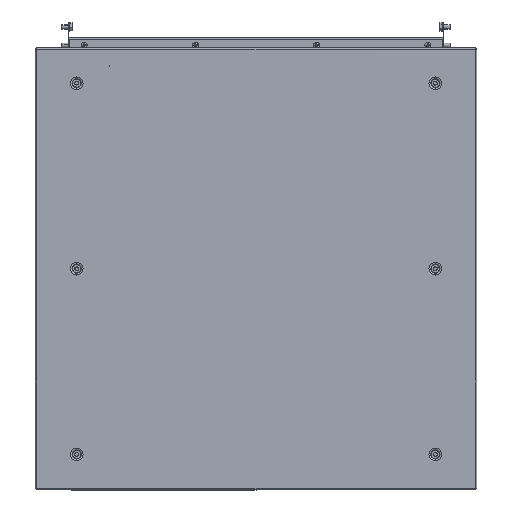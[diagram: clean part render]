
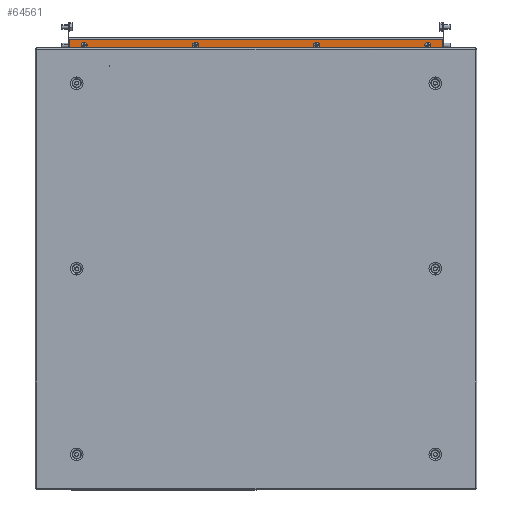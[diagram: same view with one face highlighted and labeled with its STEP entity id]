
A CAD part, top view. The second image highlights one B-rep face of the part: STEP entity #64561.
In plain terms, the highlighted planar face has unit normal (0, 0, 1).
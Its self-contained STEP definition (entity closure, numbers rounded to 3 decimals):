
#265 = CARTESIAN_POINT ( 'NONE',  ( -81.5, 301., -17.3 ) ) ;
#784 = EDGE_CURVE ( 'NONE', #51364, #104653, #44222, .T. ) ;
#3489 = CARTESIAN_POINT ( 'NONE',  ( 231.5, 301., -17.3 ) ) ;
#3594 = AXIS2_PLACEMENT_3D ( 'NONE', #87067, #19845, #61517 ) ;
#3971 = EDGE_CURVE ( 'NONE', #64139, #7104, #19524, .T. ) ;
#4028 = ORIENTED_EDGE ( 'NONE', *, *, #67557, .F. ) ;
#4570 = LINE ( 'NONE', #95792, #14997 ) ;
#5003 = DIRECTION ( 'NONE',  ( 1., 0., 0. ) ) ;
#7104 = VERTEX_POINT ( 'NONE', #80093 ) ;
#10151 = ORIENTED_EDGE ( 'NONE', *, *, #44080, .T. ) ;
#10463 = CARTESIAN_POINT ( 'NONE',  ( 252.5, 292.8, -17.3 ) ) ;
#12734 = VERTEX_POINT ( 'NONE', #59656 ) ;
#13038 = DIRECTION ( 'NONE',  ( 0., 0., 1. ) ) ;
#13926 = EDGE_CURVE ( 'NONE', #74309, #45568, #50536, .T. ) ;
#14997 = VECTOR ( 'NONE', #28697, 1000. ) ;
#15121 = VERTEX_POINT ( 'NONE', #70653 ) ;
#17363 = DIRECTION ( 'NONE',  ( 0., 0., 1. ) ) ;
#18105 = VECTOR ( 'NONE', #95634, 1000. ) ;
#19524 = CIRCLE ( 'NONE', #40215, 2.1 ) ;
#19845 = DIRECTION ( 'NONE',  ( 0., 0., 1. ) ) ;
#20025 = EDGE_LOOP ( 'NONE', ( #61939, #48919 ) ) ;
#20789 = LINE ( 'NONE', #36979, #18105 ) ;
#24248 = VERTEX_POINT ( 'NONE', #106898 ) ;
#24791 = DIRECTION ( 'NONE',  ( 0., 1., 0. ) ) ;
#25506 = DIRECTION ( 'NONE',  ( 1., 0., 0. ) ) ;
#28697 = DIRECTION ( 'NONE',  ( 0., -1., 0. ) ) ;
#30400 = VERTEX_POINT ( 'NONE', #67168 ) ;
#30651 = AXIS2_PLACEMENT_3D ( 'NONE', #30895, #72062, #105606 ) ;
#30895 = CARTESIAN_POINT ( 'NONE',  ( 0., 301., -17.3 ) ) ;
#31888 = EDGE_LOOP ( 'NONE', ( #48379, #54832 ) ) ;
#32776 = LINE ( 'NONE', #74097, #69182 ) ;
#34044 = EDGE_LOOP ( 'NONE', ( #49207, #58461, #39912, #10151 ) ) ;
#36979 = CARTESIAN_POINT ( 'NONE',  ( -252.5, 309.2, -17.3 ) ) ;
#37460 = DIRECTION ( 'NONE',  ( 1., 0., 0. ) ) ;
#38019 = CIRCLE ( 'NONE', #3594, 2.1 ) ;
#38984 = CARTESIAN_POINT ( 'NONE',  ( 81.5, 301., -17.3 ) ) ;
#39912 = ORIENTED_EDGE ( 'NONE', *, *, #86489, .F. ) ;
#40215 = AXIS2_PLACEMENT_3D ( 'NONE', #64672, #98225, #107659 ) ;
#41151 = EDGE_CURVE ( 'NONE', #7104, #64139, #92479, .T. ) ;
#41219 = CARTESIAN_POINT ( 'NONE',  ( 83.6, 301., -17.3 ) ) ;
#43951 = CARTESIAN_POINT ( 'NONE',  ( 229.4, 301., -17.3 ) ) ;
#44080 = EDGE_CURVE ( 'NONE', #90128, #15121, #32776, .T. ) ;
#44222 = CIRCLE ( 'NONE', #99861, 2.1 ) ;
#44790 = CARTESIAN_POINT ( 'NONE',  ( -229.4, 301., -17.3 ) ) ;
#45193 = AXIS2_PLACEMENT_3D ( 'NONE', #265, #17363, #25506 ) ;
#45493 = CARTESIAN_POINT ( 'NONE',  ( -231.5, 301., -17.3 ) ) ;
#45568 = VERTEX_POINT ( 'NONE', #46294 ) ;
#45790 = FACE_BOUND ( 'NONE', #20025, .T. ) ;
#46294 = CARTESIAN_POINT ( 'NONE',  ( 233.6, 301., -17.3 ) ) ;
#47705 = EDGE_LOOP ( 'NONE', ( #96928, #4028 ) ) ;
#48379 = ORIENTED_EDGE ( 'NONE', *, *, #99403, .F. ) ;
#48919 = ORIENTED_EDGE ( 'NONE', *, *, #13926, .F. ) ;
#49207 = ORIENTED_EDGE ( 'NONE', *, *, #93331, .F. ) ;
#50536 = CIRCLE ( 'NONE', #57238, 2.1 ) ;
#50953 = FACE_OUTER_BOUND ( 'NONE', #34044, .T. ) ;
#51364 = VERTEX_POINT ( 'NONE', #85983 ) ;
#53944 = DIRECTION ( 'NONE',  ( 1., 0., 0. ) ) ;
#54162 = AXIS2_PLACEMENT_3D ( 'NONE', #38984, #106689, #65098 ) ;
#54832 = ORIENTED_EDGE ( 'NONE', *, *, #784, .F. ) ;
#54938 = PLANE ( 'NONE',  #30651 ) ;
#57238 = AXIS2_PLACEMENT_3D ( 'NONE', #3489, #95150, #53944 ) ;
#58132 = LINE ( 'NONE', #10463, #68586 ) ;
#58461 = ORIENTED_EDGE ( 'NONE', *, *, #62893, .T. ) ;
#59656 = CARTESIAN_POINT ( 'NONE',  ( -83.6, 301., -17.3 ) ) ;
#60646 = CIRCLE ( 'NONE', #45193, 2.1 ) ;
#61279 = EDGE_CURVE ( 'NONE', #45568, #74309, #65828, .T. ) ;
#61517 = DIRECTION ( 'NONE',  ( 1., 0., 0. ) ) ;
#61939 = ORIENTED_EDGE ( 'NONE', *, *, #61279, .F. ) ;
#62893 = EDGE_CURVE ( 'NONE', #103163, #30400, #4570, .T. ) ;
#64022 = FACE_BOUND ( 'NONE', #47705, .T. ) ;
#64139 = VERTEX_POINT ( 'NONE', #41219 ) ;
#64561 = ADVANCED_FACE ( 'NONE', ( #45790, #64022, #73125, #69199, #50953 ), #54938, .F. ) ;
#64672 = CARTESIAN_POINT ( 'NONE',  ( 81.5, 301., -17.3 ) ) ;
#65098 = DIRECTION ( 'NONE',  ( 1., 0., 0. ) ) ;
#65828 = CIRCLE ( 'NONE', #89557, 2.1 ) ;
#67168 = CARTESIAN_POINT ( 'NONE',  ( -251.5, 292.8, -17.3 ) ) ;
#67557 = EDGE_CURVE ( 'NONE', #12734, #24248, #38019, .T. ) ;
#68041 = CARTESIAN_POINT ( 'NONE',  ( 231.5, 301., -17.3 ) ) ;
#68586 = VECTOR ( 'NONE', #76587, 1000. ) ;
#69182 = VECTOR ( 'NONE', #24791, 1000. ) ;
#69199 = FACE_BOUND ( 'NONE', #86659, .T. ) ;
#70653 = CARTESIAN_POINT ( 'NONE',  ( 251.5, 309.2, -17.3 ) ) ;
#72062 = DIRECTION ( 'NONE',  ( 0., 0., -1. ) ) ;
#73125 = FACE_BOUND ( 'NONE', #31888, .T. ) ;
#74097 = CARTESIAN_POINT ( 'NONE',  ( 251.5, 301., -17.3 ) ) ;
#74309 = VERTEX_POINT ( 'NONE', #43951 ) ;
#74572 = CIRCLE ( 'NONE', #87848, 2.1 ) ;
#75723 = DIRECTION ( 'NONE',  ( 1., 0., 0. ) ) ;
#76587 = DIRECTION ( 'NONE',  ( -1., 0., 0. ) ) ;
#79947 = CARTESIAN_POINT ( 'NONE',  ( 251.5, 292.8, -17.3 ) ) ;
#80093 = CARTESIAN_POINT ( 'NONE',  ( 79.4, 301., -17.3 ) ) ;
#83847 = DIRECTION ( 'NONE',  ( 0., 0., 1. ) ) ;
#84615 = CARTESIAN_POINT ( 'NONE',  ( -251.5, 309.2, -17.3 ) ) ;
#84950 = EDGE_CURVE ( 'NONE', #24248, #12734, #60646, .T. ) ;
#85983 = CARTESIAN_POINT ( 'NONE',  ( -233.6, 301., -17.3 ) ) ;
#86489 = EDGE_CURVE ( 'NONE', #90128, #30400, #58132, .T. ) ;
#86659 = EDGE_LOOP ( 'NONE', ( #107236, #103056 ) ) ;
#87067 = CARTESIAN_POINT ( 'NONE',  ( -81.5, 301., -17.3 ) ) ;
#87848 = AXIS2_PLACEMENT_3D ( 'NONE', #45493, #95031, #37460 ) ;
#89557 = AXIS2_PLACEMENT_3D ( 'NONE', #68041, #83847, #75723 ) ;
#90128 = VERTEX_POINT ( 'NONE', #79947 ) ;
#92479 = CIRCLE ( 'NONE', #54162, 2.1 ) ;
#93331 = EDGE_CURVE ( 'NONE', #103163, #15121, #20789, .T. ) ;
#95031 = DIRECTION ( 'NONE',  ( 0., 0., 1. ) ) ;
#95150 = DIRECTION ( 'NONE',  ( 0., 0., 1. ) ) ;
#95634 = DIRECTION ( 'NONE',  ( 1., 0., 0. ) ) ;
#95792 = CARTESIAN_POINT ( 'NONE',  ( -251.5, 301., -17.3 ) ) ;
#95960 = CARTESIAN_POINT ( 'NONE',  ( -231.5, 301., -17.3 ) ) ;
#96928 = ORIENTED_EDGE ( 'NONE', *, *, #84950, .F. ) ;
#98225 = DIRECTION ( 'NONE',  ( 0., 0., 1. ) ) ;
#99403 = EDGE_CURVE ( 'NONE', #104653, #51364, #74572, .T. ) ;
#99861 = AXIS2_PLACEMENT_3D ( 'NONE', #95960, #13038, #5003 ) ;
#103056 = ORIENTED_EDGE ( 'NONE', *, *, #41151, .F. ) ;
#103163 = VERTEX_POINT ( 'NONE', #84615 ) ;
#104653 = VERTEX_POINT ( 'NONE', #44790 ) ;
#105606 = DIRECTION ( 'NONE',  ( -1., 0., 0. ) ) ;
#106689 = DIRECTION ( 'NONE',  ( 0., 0., 1. ) ) ;
#106898 = CARTESIAN_POINT ( 'NONE',  ( -79.4, 301., -17.3 ) ) ;
#107236 = ORIENTED_EDGE ( 'NONE', *, *, #3971, .F. ) ;
#107659 = DIRECTION ( 'NONE',  ( 1., 0., 0. ) ) ;
